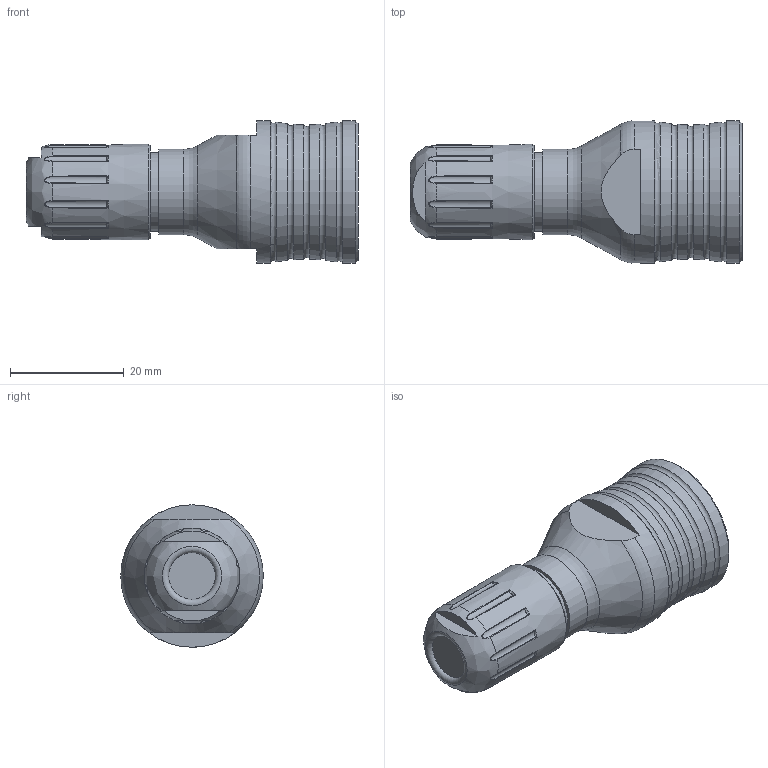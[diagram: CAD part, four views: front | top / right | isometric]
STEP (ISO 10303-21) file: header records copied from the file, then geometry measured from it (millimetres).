
FILE_DESCRIPTION(/* description */ (''),/* implementation_level */ '2;1');
FILE_NAME(/* name */ '08-2606-000-001-001_00.stp',/* time_stamp */ '2016-12-13T14:55:20+01:00',/* author */ (''),/* organization */ (''),/* preprocessor_version */ 'ST-DEVELOPER v14',/* originating_system */ 'SIEMENS PLM Software NX 8.0',/* authorisation */ '');
FILE_SCHEMA (('AUTOMOTIVE_DESIGN { 1 0 10303 214 3 1 1 1 }'));
Length unit declared in the file: millimetre
Products named in the file (1): umae0DA405BD4jxm
Bounding box: 58.3 x 25 x 25 mm (x, y, z)
Volume: 17764.9 mm3; surface area: 4489.1 mm2
Topology: 1 solids, 1 shells, 118 faces, 303 edges, 166 vertices
Faces by surface type: bspline 73, cylinder 16, torus 13, plane 12, cone 4
Full cylindrical faces by diameter (mm): 13.88 x1, 15 x1, 25 x2
Entity records: 5561 total; most frequent: CARTESIAN_POINT 3396, ORIENTED_EDGE 498, DIRECTION 350, EDGE_CURVE 249, AXIS2_PLACEMENT_3D 171, VERTEX_POINT 157, EDGE_LOOP 142, CIRCLE 125
